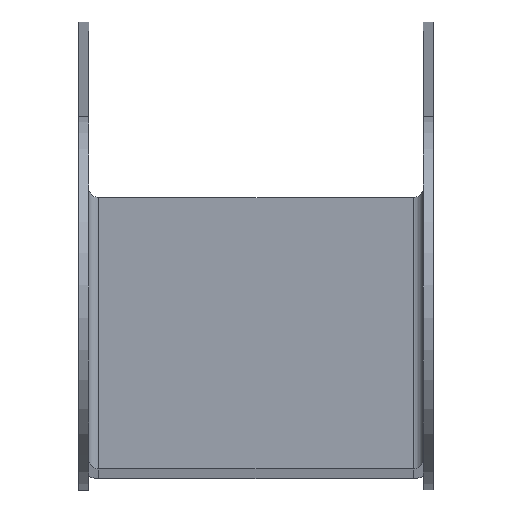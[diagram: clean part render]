
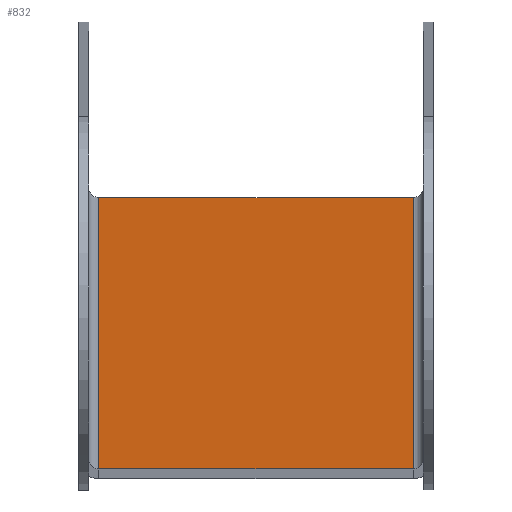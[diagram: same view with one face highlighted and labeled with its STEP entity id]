
A CAD part, front view. The second image highlights one B-rep face of the part: STEP entity #832.
In plain terms, the highlighted planar face has unit normal (0, -0.246, 0.969).
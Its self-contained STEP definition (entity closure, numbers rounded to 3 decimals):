
#45=PLANE('',#918);
#88=FACE_OUTER_BOUND('',#142,.T.);
#142=EDGE_LOOP('',(#689,#690,#691,#692));
#183=LINE('',#1256,#267);
#216=LINE('',#1335,#300);
#218=LINE('',#1339,#302);
#219=LINE('',#1340,#303);
#267=VECTOR('',#1023,10.);
#300=VECTOR('',#1098,2.16);
#302=VECTOR('',#1102,10.);
#303=VECTOR('',#1103,2.16);
#389=VERTEX_POINT('',#1244);
#391=VERTEX_POINT('',#1250);
#417=VERTEX_POINT('',#1333);
#418=VERTEX_POINT('',#1338);
#475=EDGE_CURVE('',#391,#389,#183,.T.);
#514=EDGE_CURVE('',#391,#417,#216,.T.);
#516=EDGE_CURVE('',#417,#418,#218,.T.);
#517=EDGE_CURVE('',#389,#418,#219,.T.);
#689=ORIENTED_EDGE('',*,*,#516,.T.);
#690=ORIENTED_EDGE('',*,*,#517,.F.);
#691=ORIENTED_EDGE('',*,*,#475,.F.);
#692=ORIENTED_EDGE('',*,*,#514,.T.);
#832=ADVANCED_FACE('',(#88),#45,.T.);
#918=AXIS2_PLACEMENT_3D('',#1337,#1100,#1101);
#1023=DIRECTION('',(0.,-0.969,-0.246));
#1098=DIRECTION('',(-1.,0.,0.));
#1100=DIRECTION('center_axis',(0.,-0.246,
0.969));
#1101=DIRECTION('ref_axis',(0.969,-0.238,-0.06));
#1102=DIRECTION('',(0.,-0.969,-0.246));
#1103=DIRECTION('',(-1.,0.,0.));
#1244=CARTESIAN_POINT('',(50.,60.376,48.283));
#1250=CARTESIAN_POINT('',(50.,220.312,88.847));
#1256=CARTESIAN_POINT('',(50.,140.344,68.565));
#1333=CARTESIAN_POINT('',(3.,220.312,88.847));
#1335=CARTESIAN_POINT('',(-3.786,220.312,88.847));
#1337=CARTESIAN_POINT('Origin',(13.054,140.344,68.565));
#1338=CARTESIAN_POINT('',(3.,60.376,48.283));
#1339=CARTESIAN_POINT('',(3.,140.344,68.565));
#1340=CARTESIAN_POINT('',(-3.786,60.376,48.283));
